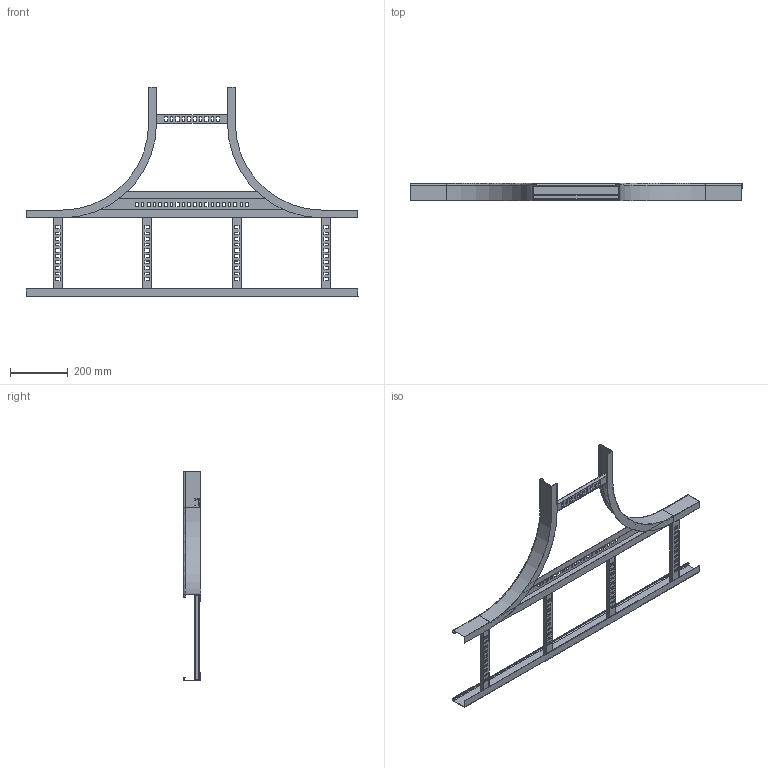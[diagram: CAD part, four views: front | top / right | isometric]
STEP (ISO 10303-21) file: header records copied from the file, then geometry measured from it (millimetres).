
FILE_DESCRIPTION (( 'STEP AP214' ), '1' );
FILE_NAME ('6225232.stp', '2017-03-23T14:08:30', ( '' ), ( '' ), 'SwSTEP 2.0', 'SolidWorks 2016', '' );
FILE_SCHEMA (( 'AUTOMOTIVE_DESIGN' ));
Length unit declared in the file: millimetre
Products named in the file (5): 085933_Gegenholm 60x1150; 079986_L=0292; 085502_St》zprofil f〉 R300 NB300; 085501_Innenholm 60xR300; 6225232
Assembly tree (9 placements, depth 2):
  6225232
    085501_Innenholm 60xR300  x2
    085502_St》zprofil f〉 R300 NB300
    079986_L=0292  x5
    085933_Gegenholm 60x1150
Bounding box: 1150 x 60 x 725 mm (x, y, z)
Volume: 695587.7 mm3; surface area: 893875.9 mm2
Topology: 9 solids, 9 shells, 446 faces, 1268 edges, 840 vertices
Faces by surface type: plane 408, cylinder 26, bspline 12
Entity records: 10072 total; most frequent: CARTESIAN_POINT 2232, ORIENTED_EDGE 1160, DIRECTION 994, EDGE_CURVE 580, LINE 514, VECTOR 514, VERTEX_POINT 384, EDGE_LOOP 264
